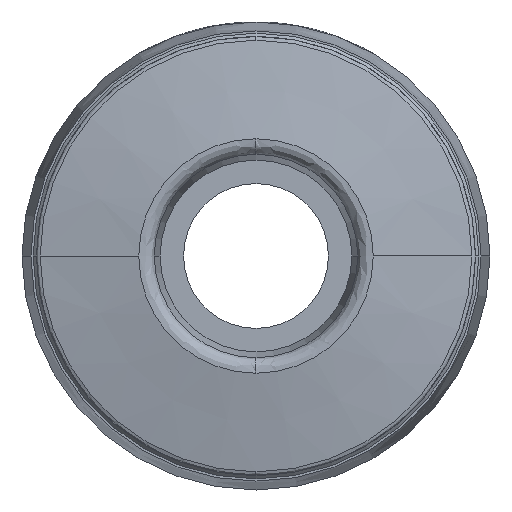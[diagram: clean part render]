
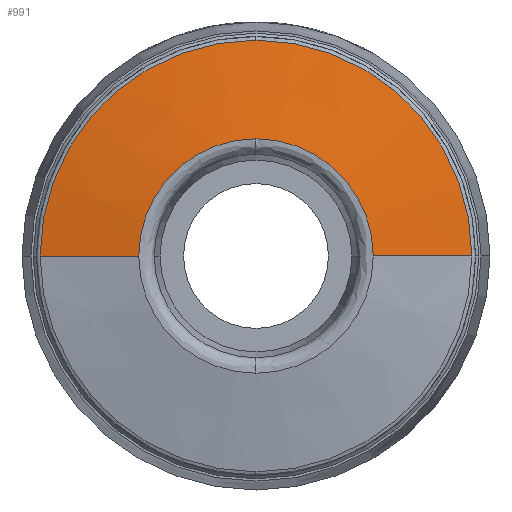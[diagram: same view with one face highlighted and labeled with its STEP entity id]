
A CAD part, left-side view. The second image highlights one B-rep face of the part: STEP entity #991.
In plain terms, the highlighted conical face has half-angle 80 degrees and reference radius 4.842 mm.
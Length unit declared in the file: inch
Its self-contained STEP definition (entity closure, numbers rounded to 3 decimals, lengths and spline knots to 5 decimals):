
#10 = DIRECTION ( 'NONE',  ( 0., 0., -1. ) ) ;
#62 = CARTESIAN_POINT ( 'NONE',  ( -0.06675, 0.10355, 0. ) ) ;
#63 = CARTESIAN_POINT ( 'NONE',  ( -0.05139, 0., 0.19064 ) ) ;
#110 = DIRECTION ( 'NONE',  ( 0.174, -0.985, 0. ) ) ;
#246 = CARTESIAN_POINT ( 'NONE',  ( -0.05139, 0.19064, 0. ) ) ;
#248 = CIRCLE ( 'NONE', #3046, 0.19064 ) ;
#305 = CARTESIAN_POINT ( 'NONE',  ( -0.05139, 0., 0. ) ) ;
#338 = EDGE_CURVE ( 'NONE', #875, #2391, #1253, .T. ) ;
#355 = DIRECTION ( 'NONE',  ( 0., 0., -1. ) ) ;
#419 = VERTEX_POINT ( 'NONE', #62 ) ;
#466 = EDGE_CURVE ( 'NONE', #419, #1192, #1191, .T. ) ;
#486 = DIRECTION ( 'NONE',  ( 1., 0., 0. ) ) ;
#493 = AXIS2_PLACEMENT_3D ( 'NONE', #2755, #2742, #2723 ) ;
#844 = VECTOR ( 'NONE', #3192, 39.37008 ) ;
#875 = VERTEX_POINT ( 'NONE', #63 ) ;
#929 = DIRECTION ( 'NONE',  ( 1., 0., 0. ) ) ;
#983 = VERTEX_POINT ( 'NONE', #1649 ) ;
#991 = ADVANCED_FACE ( 'NONE', ( #3852 ), #2574, .T. ) ;
#1036 = ORIENTED_EDGE ( 'NONE', *, *, #4040, .T. ) ;
#1060 = AXIS2_PLACEMENT_3D ( 'NONE', #2859, #929, #3184 ) ;
#1080 = ORIENTED_EDGE ( 'NONE', *, *, #338, .F. ) ;
#1125 = EDGE_LOOP ( 'NONE', ( #2832, #2636, #1036, #1080, #1128, #1185 ) ) ;
#1128 = ORIENTED_EDGE ( 'NONE', *, *, #3833, .F. ) ;
#1185 = ORIENTED_EDGE ( 'NONE', *, *, #3617, .F. ) ;
#1191 = CIRCLE ( 'NONE', #493, 0.10355 ) ;
#1192 = VERTEX_POINT ( 'NONE', #1980 ) ;
#1253 = CIRCLE ( 'NONE', #1284, 0.19064 ) ;
#1284 = AXIS2_PLACEMENT_3D ( 'NONE', #305, #486, #355 ) ;
#1649 = CARTESIAN_POINT ( 'NONE',  ( -0.05139, 0.19064, 0. ) ) ;
#1833 = LINE ( 'NONE', #246, #844 ) ;
#1980 = CARTESIAN_POINT ( 'NONE',  ( -0.06675, 0., 0.10355 ) ) ;
#2039 = DIRECTION ( 'NONE',  ( 1., 0., 0. ) ) ;
#2058 = DIRECTION ( 'NONE',  ( 0., 1., 0. ) ) ;
#2109 = VECTOR ( 'NONE', #110, 39.37008 ) ;
#2125 = CARTESIAN_POINT ( 'NONE',  ( -0.05139, -0.19064, 0. ) ) ;
#2140 = CARTESIAN_POINT ( 'NONE',  ( -0.05139, -0.19064, 0. ) ) ;
#2267 = EDGE_CURVE ( 'NONE', #1192, #2689, #2884, .T. ) ;
#2391 = VERTEX_POINT ( 'NONE', #2140 ) ;
#2574 = CONICAL_SURFACE ( 'NONE', #2871, 0.19064, 1.396 ) ;
#2602 = CARTESIAN_POINT ( 'NONE',  ( -0.06675, -0.10355, 0. ) ) ;
#2636 = ORIENTED_EDGE ( 'NONE', *, *, #2267, .T. ) ;
#2689 = VERTEX_POINT ( 'NONE', #2602 ) ;
#2723 = DIRECTION ( 'NONE',  ( 0., 1., 0. ) ) ;
#2742 = DIRECTION ( 'NONE',  ( 1., 0., 0. ) ) ;
#2755 = CARTESIAN_POINT ( 'NONE',  ( -0.06675, 0., 0. ) ) ;
#2832 = ORIENTED_EDGE ( 'NONE', *, *, #466, .T. ) ;
#2859 = CARTESIAN_POINT ( 'NONE',  ( -0.06675, 0., 0. ) ) ;
#2871 = AXIS2_PLACEMENT_3D ( 'NONE', #3315, #3304, #2058 ) ;
#2884 = CIRCLE ( 'NONE', #1060, 0.10355 ) ;
#3046 = AXIS2_PLACEMENT_3D ( 'NONE', #3957, #2039, #10 ) ;
#3184 = DIRECTION ( 'NONE',  ( 0., 1., 0. ) ) ;
#3192 = DIRECTION ( 'NONE',  ( 0.174, 0.985, 0. ) ) ;
#3304 = DIRECTION ( 'NONE',  ( 1., 0., 0. ) ) ;
#3315 = CARTESIAN_POINT ( 'NONE',  ( -0.05139, 0., 0. ) ) ;
#3617 = EDGE_CURVE ( 'NONE', #419, #983, #1833, .T. ) ;
#3820 = LINE ( 'NONE', #2125, #2109 ) ;
#3833 = EDGE_CURVE ( 'NONE', #983, #875, #248, .T. ) ;
#3852 = FACE_OUTER_BOUND ( 'NONE', #1125, .T. ) ;
#3957 = CARTESIAN_POINT ( 'NONE',  ( -0.05139, 0., 0. ) ) ;
#4040 = EDGE_CURVE ( 'NONE', #2689, #2391, #3820, .T. ) ;
